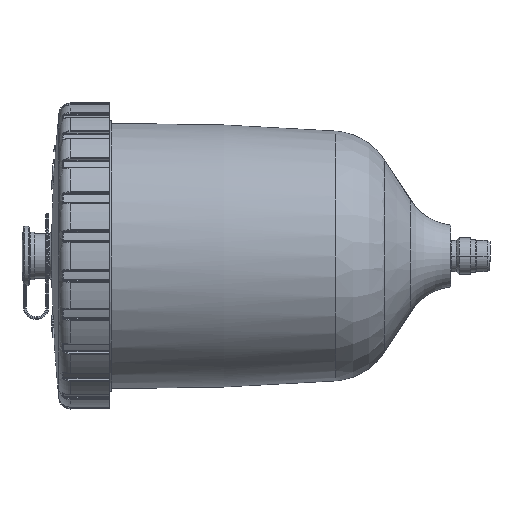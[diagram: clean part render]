
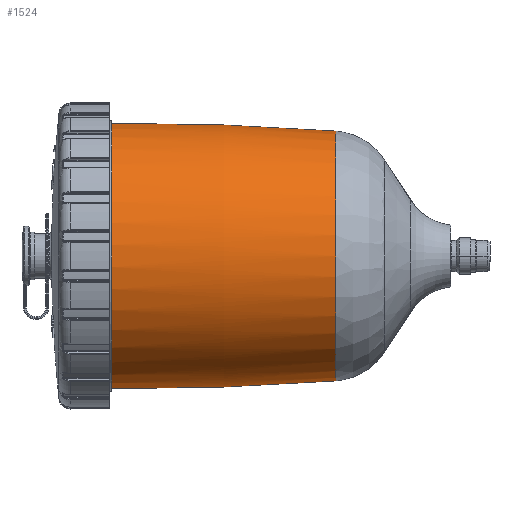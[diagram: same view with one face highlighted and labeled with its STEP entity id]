
A CAD part, left-side view. The second image highlights one B-rep face of the part: STEP entity #1524.
In plain terms, the highlighted toroidal (fillet/blend) face has major radius 969.5 mm and minor radius 1017 mm.
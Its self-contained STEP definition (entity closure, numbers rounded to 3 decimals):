
#1250 = CARTESIAN_POINT ( 'NONE',  ( -3.371, 43.945, -44.525 ) ) ;
#1429 = CARTESIAN_POINT ( 'NONE',  ( -3.311, 42.707, -44.435 ) ) ;
#1524 = ADVANCED_FACE ( 'NONE', ( #5089 ), #11861, .T. ) ;
#1784 = CARTESIAN_POINT ( 'NONE',  ( -5.766, 93.527, -46.892 ) ) ;
#2164 = CARTESIAN_POINT ( 'NONE',  ( -3.243, 41.47, 44.345 ) ) ;
#2868 = ORIENTED_EDGE ( 'NONE', *, *, #11086, .F. ) ;
#4005 = CARTESIAN_POINT ( 'NONE',  ( -3.611, 48.898, -44.868 ) ) ;
#4550 = CARTESIAN_POINT ( 'NONE',  ( -3.192, 40.645, -44.284 ) ) ;
#4943 = CARTESIAN_POINT ( 'NONE',  ( -7.043, 120., 46.975 ) ) ;
#5012 = CARTESIAN_POINT ( 'NONE',  ( 0., 120., 0. ) ) ;
#5024 = EDGE_LOOP ( 'NONE', ( #5616, #35860, #2868, #32528 ) ) ;
#5068 = DIRECTION ( 'NONE',  ( 0., -1., 0. ) ) ;
#5089 = FACE_OUTER_BOUND ( 'NONE', #5024, .T. ) ;
#5616 = ORIENTED_EDGE ( 'NONE', *, *, #30827, .T. ) ;
#7518 = CARTESIAN_POINT ( 'NONE',  ( -5.766, 93.527, 46.892 ) ) ;
#8338 = CARTESIAN_POINT ( 'NONE',  ( -7.043, 120., -46.975 ) ) ;
#9740 = CARTESIAN_POINT ( 'NONE',  ( -3.411, 44.77, -44.584 ) ) ;
#9873 = AXIS2_PLACEMENT_3D ( 'NONE', #5012, #16105, #19068 ) ;
#10483 = CARTESIAN_POINT ( 'NONE',  ( -3.371, 43.945, 44.525 ) ) ;
#11086 = EDGE_CURVE ( 'NONE', #20286, #28458, #25452, .T. ) ;
#11836 = EDGE_CURVE ( 'NONE', #29098, #20286, #30244, .T. ) ;
#11861 = TOROIDAL_SURFACE ( 'NONE', #14804, -969.5, 1017. ) ;
#13268 = CARTESIAN_POINT ( 'NONE',  ( -4.49, 67.07, 45.925 ) ) ;
#13438 = CARTESIAN_POINT ( 'NONE',  ( -3.216, 41.057, 44.315 ) ) ;
#13630 = CARTESIAN_POINT ( 'NONE',  ( -4.809, 73.684, 46.218 ) ) ;
#13785 = DIRECTION ( 'NONE',  ( 0., 0., -1. ) ) ;
#14238 = CARTESIAN_POINT ( 'NONE',  ( -3.192, 40.645, -44.284 ) ) ;
#14804 = AXIS2_PLACEMENT_3D ( 'NONE', #25446, #27641, #13785 ) ;
#15092 = CARTESIAN_POINT ( 'NONE',  ( -4.49, 67.07, -45.925 ) ) ;
#15471 = CARTESIAN_POINT ( 'NONE',  ( -3.851, 53.852, -45.188 ) ) ;
#15827 = CARTESIAN_POINT ( 'NONE',  ( -3.216, 41.057, -44.315 ) ) ;
#16036 = CARTESIAN_POINT ( 'NONE',  ( -3.851, 53.852, 45.188 ) ) ;
#16105 = DIRECTION ( 'NONE',  ( 0., -1., 0. ) ) ;
#16331 = DIRECTION ( 'NONE',  ( 0., 0., -1. ) ) ;
#17874 = CARTESIAN_POINT ( 'NONE',  ( -3.243, 41.47, -44.345 ) ) ;
#18050 = CARTESIAN_POINT ( 'NONE',  ( -4.011, 57.156, -45.385 ) ) ;
#18809 = CARTESIAN_POINT ( 'NONE',  ( -4.011, 57.156, 45.385 ) ) ;
#19068 = DIRECTION ( 'NONE',  ( 0., 0., -1. ) ) ;
#19169 = CARTESIAN_POINT ( 'NONE',  ( -3.531, 47.246, 44.757 ) ) ;
#19969 = VERTEX_POINT ( 'NONE', #8338 ) ;
#20286 = VERTEX_POINT ( 'NONE', #35118 ) ;
#21033 = CARTESIAN_POINT ( 'NONE',  ( -3.531, 47.246, -44.757 ) ) ;
#21216 = CARTESIAN_POINT ( 'NONE',  ( -7.043, 120., -46.975 ) ) ;
#21785 = CARTESIAN_POINT ( 'NONE',  ( -3.311, 42.707, 44.435 ) ) ;
#23091 = AXIS2_PLACEMENT_3D ( 'NONE', #30387, #5068, #16331 ) ;
#23814 = CARTESIAN_POINT ( 'NONE',  ( -3.29, 42.294, -44.405 ) ) ;
#23990 = CARTESIAN_POINT ( 'NONE',  ( -3.255, 41.676, -44.36 ) ) ;
#24351 = CARTESIAN_POINT ( 'NONE',  ( -3.2, 40.851, -44.3 ) ) ;
#24736 = CARTESIAN_POINT ( 'NONE',  ( -3.192, 40.645, 44.284 ) ) ;
#25446 = CARTESIAN_POINT ( 'NONE',  ( 0., 120., 0. ) ) ;
#25452 = CIRCLE ( 'NONE', #23091, 44.399 ) ;
#26933 = CARTESIAN_POINT ( 'NONE',  ( -6.406, 106.761, -47.071 ) ) ;
#27422 = EDGE_CURVE ( 'NONE', #19969, #28458, #32270, .T. ) ;
#27486 = CARTESIAN_POINT ( 'NONE',  ( -3.255, 41.676, 44.36 ) ) ;
#27641 = DIRECTION ( 'NONE',  ( 0., -1., 0. ) ) ;
#28458 = VERTEX_POINT ( 'NONE', #14238 ) ;
#28888 = CARTESIAN_POINT ( 'NONE',  ( -7.043, 120., 46.975 ) ) ;
#29098 = VERTEX_POINT ( 'NONE', #28888 ) ;
#29336 = CARTESIAN_POINT ( 'NONE',  ( -4.809, 73.684, -46.218 ) ) ;
#30244 = B_SPLINE_CURVE_WITH_KNOTS ( 'NONE', 3,
 ( #4943, #32843, #7518, #13630, #13268, #18809, #16036, #36342, #19169, #35793, #10483, #21785, #30437, #27486, #2164, #13438, #33393, #24736 ),
 .UNSPECIFIED., .F., .F.,
 ( 4, 2, 2, 2, 2, 2, 2, 2, 4 ),
 ( 0., 0.04, 0.06, 0.07, 0.075, 0.077, 0.078, 0.079, 0.08 ),
 .UNSPECIFIED. ) ;
#30387 = CARTESIAN_POINT ( 'NONE',  ( 0., 40.645, 0. ) ) ;
#30437 = CARTESIAN_POINT ( 'NONE',  ( -3.29, 42.294, 44.405 ) ) ;
#30827 = EDGE_CURVE ( 'NONE', #29098, #19969, #35815, .T. ) ;
#32270 = B_SPLINE_CURVE_WITH_KNOTS ( 'NONE', 3,
 ( #21216, #26933, #1784, #29336, #15092, #18050, #15471, #4005, #21033, #9740, #1250, #1429, #23814, #23990, #17874, #15827, #24351, #4550 ),
 .UNSPECIFIED., .F., .F.,
 ( 4, 2, 2, 2, 2, 2, 2, 2, 4 ),
 ( 0., 0.04, 0.06, 0.07, 0.075, 0.077, 0.078, 0.079, 0.08 ),
 .UNSPECIFIED. ) ;
#32528 = ORIENTED_EDGE ( 'NONE', *, *, #11836, .F. ) ;
#32843 = CARTESIAN_POINT ( 'NONE',  ( -6.406, 106.761, 47.071 ) ) ;
#33393 = CARTESIAN_POINT ( 'NONE',  ( -3.2, 40.851, 44.3 ) ) ;
#35118 = CARTESIAN_POINT ( 'NONE',  ( -3.192, 40.645, 44.284 ) ) ;
#35793 = CARTESIAN_POINT ( 'NONE',  ( -3.411, 44.77, 44.584 ) ) ;
#35815 = CIRCLE ( 'NONE', #9873, 47.5 ) ;
#35860 = ORIENTED_EDGE ( 'NONE', *, *, #27422, .T. ) ;
#36342 = CARTESIAN_POINT ( 'NONE',  ( -3.611, 48.898, 44.868 ) ) ;
